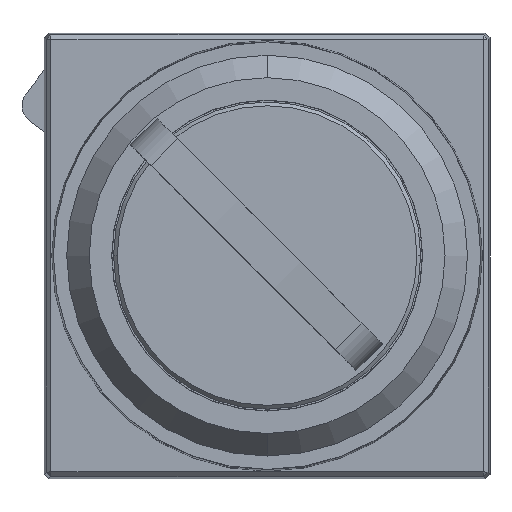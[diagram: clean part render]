
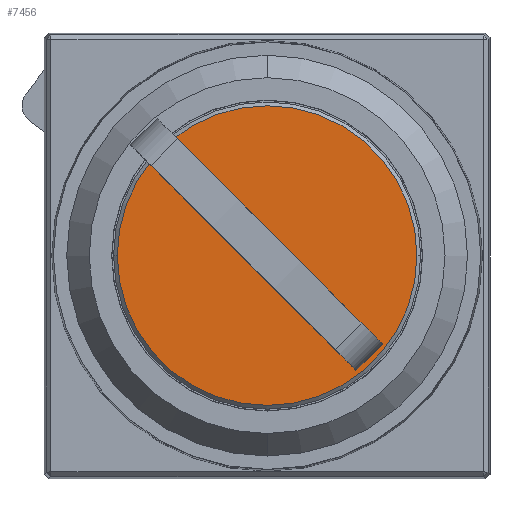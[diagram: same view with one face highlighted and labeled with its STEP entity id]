
A CAD part, top view. The second image highlights one B-rep face of the part: STEP entity #7456.
In plain terms, the highlighted planar face has unit normal (0, 0, 1).
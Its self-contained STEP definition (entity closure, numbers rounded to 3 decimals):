
#43 = DIRECTION ( 'NONE',  ( 0., 0., 1. ) ) ;
#292 = CARTESIAN_POINT ( 'NONE',  ( 8., 0., 13.6 ) ) ;
#426 = VERTEX_POINT ( 'NONE', #6846 ) ;
#466 = VERTEX_POINT ( 'NONE', #292 ) ;
#585 = LINE ( 'NONE', #3229, #3871 ) ;
#588 = VERTEX_POINT ( 'NONE', #5144 ) ;
#615 = EDGE_CURVE ( 'NONE', #1171, #588, #585, .T. ) ;
#691 = VECTOR ( 'NONE', #1821, 1000. ) ;
#704 = FACE_OUTER_BOUND ( 'NONE', #2968, .T. ) ;
#747 = CARTESIAN_POINT ( 'NONE',  ( -3.748, 3.748, 13.6 ) ) ;
#787 = CIRCLE ( 'NONE', #4526, 8. ) ;
#1171 = VERTEX_POINT ( 'NONE', #4054 ) ;
#1180 = EDGE_CURVE ( 'NONE', #7645, #1171, #6689, .T. ) ;
#1212 = DIRECTION ( 'NONE',  ( -1., 0., 0. ) ) ;
#1294 = ORIENTED_EDGE ( 'NONE', *, *, #7781, .T. ) ;
#1529 = CARTESIAN_POINT ( 'NONE',  ( 0., 0., 13.6 ) ) ;
#1646 = VECTOR ( 'NONE', #3389, 1000. ) ;
#1757 = AXIS2_PLACEMENT_3D ( 'NONE', #1529, #4188, #6827 ) ;
#1815 = ORIENTED_EDGE ( 'NONE', *, *, #615, .T. ) ;
#1821 = DIRECTION ( 'NONE',  ( -0.707, -0.707, 0. ) ) ;
#2601 = VECTOR ( 'NONE', #8608, 1000. ) ;
#2694 = DIRECTION ( 'NONE',  ( 0.707, 0.707, 0. ) ) ;
#2968 = EDGE_LOOP ( 'NONE', ( #7668, #7097 ) ) ;
#3065 = AXIS2_PLACEMENT_3D ( 'NONE', #5994, #43, #2694 ) ;
#3119 = EDGE_CURVE ( 'NONE', #426, #466, #787, .T. ) ;
#3202 = EDGE_CURVE ( 'NONE', #5717, #7645, #3296, .T. ) ;
#3229 = CARTESIAN_POINT ( 'NONE',  ( 0.707, 0.707, 13.6 ) ) ;
#3296 = LINE ( 'NONE', #5942, #2601 ) ;
#3349 = PLANE ( 'NONE',  #3065 ) ;
#3389 = DIRECTION ( 'NONE',  ( 0.707, 0.707, 0. ) ) ;
#3855 = CARTESIAN_POINT ( 'NONE',  ( 1.909, -3.323, 13.6 ) ) ;
#3871 = VECTOR ( 'NONE', #5875, 1000. ) ;
#4054 = CARTESIAN_POINT ( 'NONE',  ( -3.041, 4.455, 13.6 ) ) ;
#4188 = DIRECTION ( 'NONE',  ( 0., 0., 1. ) ) ;
#4427 = ORIENTED_EDGE ( 'NONE', *, *, #3202, .T. ) ;
#4517 = CARTESIAN_POINT ( 'NONE',  ( 0., 0., 13.6 ) ) ;
#4526 = AXIS2_PLACEMENT_3D ( 'NONE', #4517, #7162, #1212 ) ;
#5122 = LINE ( 'NONE', #7780, #691 ) ;
#5144 = CARTESIAN_POINT ( 'NONE',  ( 3.323, -1.909, 13.6 ) ) ;
#5381 = EDGE_CURVE ( 'NONE', #466, #426, #5500, .T. ) ;
#5500 = CIRCLE ( 'NONE', #1757, 8. ) ;
#5520 = ORIENTED_EDGE ( 'NONE', *, *, #1180, .T. ) ;
#5717 = VERTEX_POINT ( 'NONE', #3855 ) ;
#5875 = DIRECTION ( 'NONE',  ( 0.707, -0.707, 0. ) ) ;
#5901 = EDGE_LOOP ( 'NONE', ( #4427, #5520, #1815, #1294 ) ) ;
#5942 = CARTESIAN_POINT ( 'NONE',  ( -0.707, -0.707, 13.6 ) ) ;
#5994 = CARTESIAN_POINT ( 'NONE',  ( 0., -11.449, 13.6 ) ) ;
#6645 = FACE_BOUND ( 'NONE', #5901, .T. ) ;
#6689 = LINE ( 'NONE', #747, #1646 ) ;
#6827 = DIRECTION ( 'NONE',  ( -1., 0., 0. ) ) ;
#6846 = CARTESIAN_POINT ( 'NONE',  ( -8., 0., 13.6 ) ) ;
#7097 = ORIENTED_EDGE ( 'NONE', *, *, #5381, .T. ) ;
#7162 = DIRECTION ( 'NONE',  ( 0., 0., 1. ) ) ;
#7456 = ADVANCED_FACE ( 'NONE', ( #6645, #704 ), #3349, .T. ) ;
#7645 = VERTEX_POINT ( 'NONE', #8258 ) ;
#7668 = ORIENTED_EDGE ( 'NONE', *, *, #3119, .T. ) ;
#7780 = CARTESIAN_POINT ( 'NONE',  ( 2.616, -2.616, 13.6 ) ) ;
#7781 = EDGE_CURVE ( 'NONE', #588, #5717, #5122, .T. ) ;
#8258 = CARTESIAN_POINT ( 'NONE',  ( -4.455, 3.041, 13.6 ) ) ;
#8608 = DIRECTION ( 'NONE',  ( -0.707, 0.707, 0. ) ) ;
